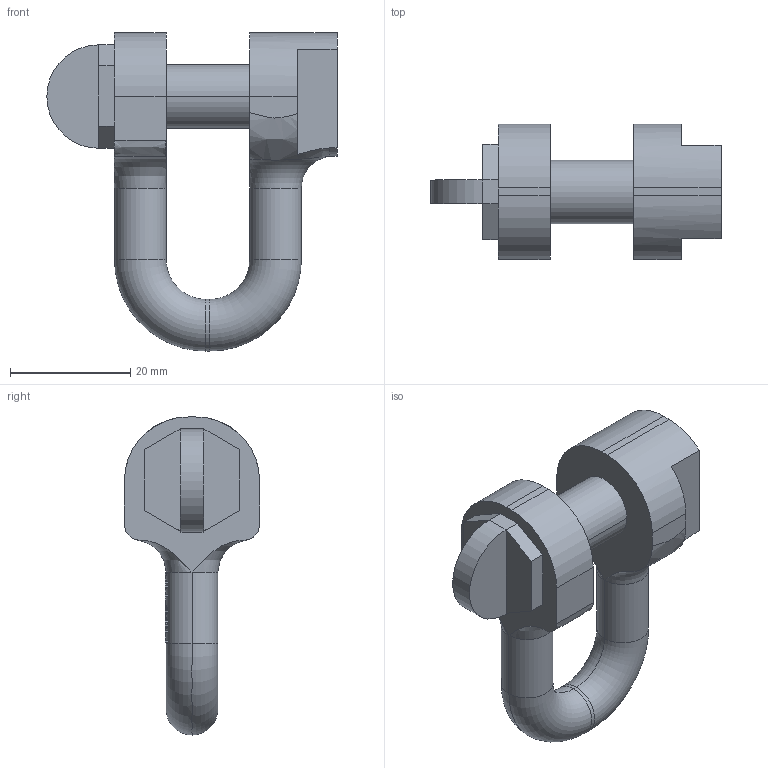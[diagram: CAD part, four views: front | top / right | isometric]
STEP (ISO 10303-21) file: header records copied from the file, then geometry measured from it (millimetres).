
FILE_DESCRIPTION((''),'2;1');
FILE_NAME('4VV-SCH6','2005-01-19T',('jakubetz'),(''),'PRO/ENGINEER BY PARAMETRIC TECHNOLOGY CORPORATION, 2001400','PRO/ENGINEER BY PARAMETRIC TECHNOLOGY CORPORATION, 2001400','');
FILE_SCHEMA(('CONFIG_CONTROL_DESIGN'));
Length unit declared in the file: millimetre
Products named in the file (1): 4VV-SCH6
Bounding box: 48.18 x 22.44 x 52.8 mm (x, y, z)
Volume: 15073.6 mm3; surface area: 5748.6 mm2
Topology: 1 solids, 1 shells, 307 faces, 839 edges, 549 vertices
Faces by surface type: plane 269, cylinder 25, torus 8, bspline 5
Entity records: 10091 total; most frequent: CARTESIAN_POINT 2581, ORIENTED_EDGE 1678, DIRECTION 1342, EDGE_CURVE 839, VECTOR 578, LINE 578, VERTEX_POINT 549, AXIS2_PLACEMENT_3D 382
